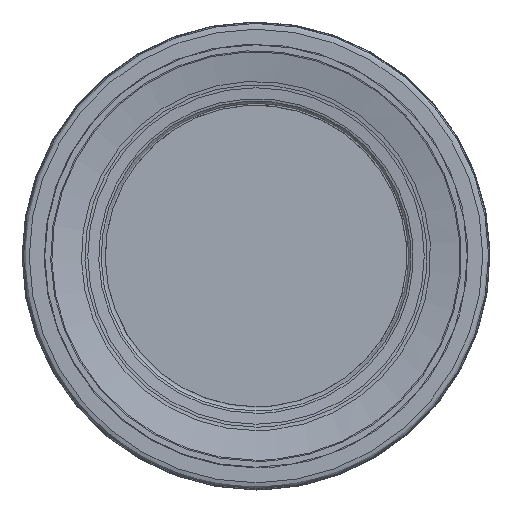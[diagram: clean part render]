
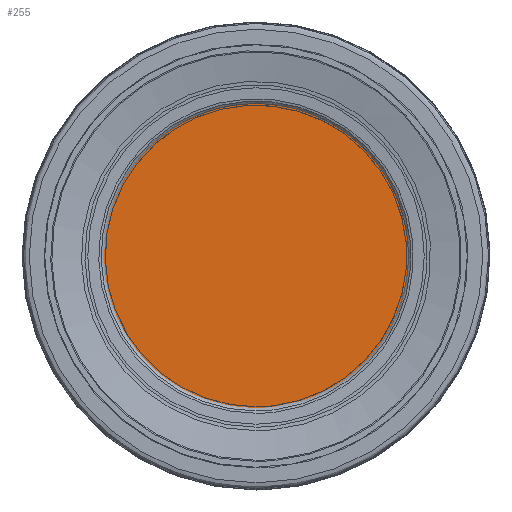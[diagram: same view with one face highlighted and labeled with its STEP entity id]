
A CAD part, left-side view. The second image highlights one B-rep face of the part: STEP entity #255.
In plain terms, the highlighted planar face has unit normal (-1, 0, 0).
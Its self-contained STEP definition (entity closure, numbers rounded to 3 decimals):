
#240=PLANE('',#676);
#242=FACE_OUTER_BOUND('',#387,.T.);
#255=ADVANCED_FACE('',(#242),#240,.F.);
#387=EDGE_LOOP('',(#469));
#469=ORIENTED_EDGE('',*,*,#586,.T.);
#545=VERTEX_POINT('',#899);
#586=EDGE_CURVE('',#545,#545,#627,.T.);
#627=CIRCLE('',#674,9.);
#674=AXIS2_PLACEMENT_3D('',#898,#746,#747);
#676=AXIS2_PLACEMENT_3D('',#901,#750,#751);
#746=DIRECTION('',(-1.,0.,0.));
#747=DIRECTION('',(0.,-1.,0.));
#750=DIRECTION('',(1.,0.,0.));
#751=DIRECTION('',(0.,1.,0.));
#898=CARTESIAN_POINT('',(0.663,0.,0.));
#899=CARTESIAN_POINT('',(0.663,-9.,0.));
#901=CARTESIAN_POINT('',(0.663,0.,0.));
